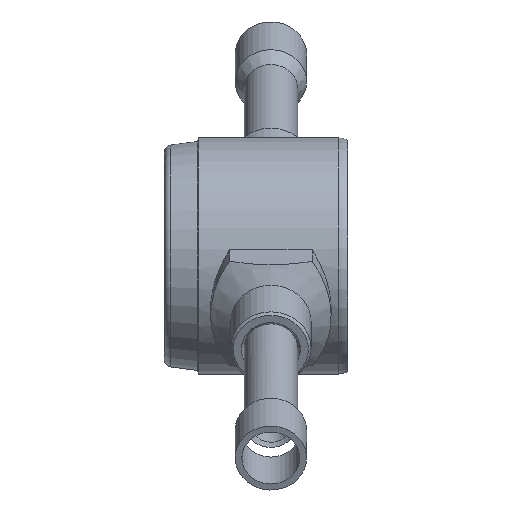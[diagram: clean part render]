
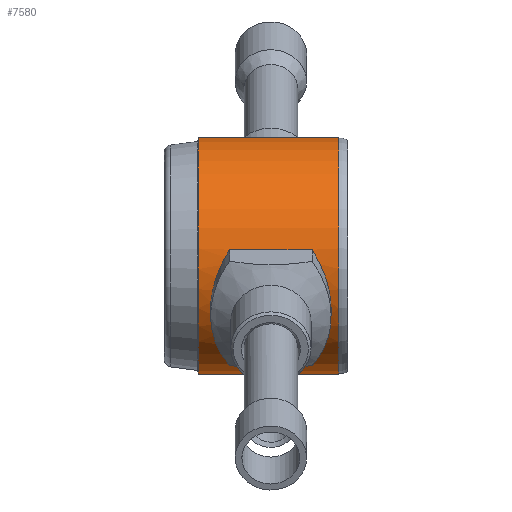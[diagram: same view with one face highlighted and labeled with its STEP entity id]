
A CAD part, left-side view. The second image highlights one B-rep face of the part: STEP entity #7580.
In plain terms, the highlighted cylindrical face has radius 13.25 mm (diameter 26.5 mm), a full revolution.
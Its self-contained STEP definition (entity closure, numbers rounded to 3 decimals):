
#46=FACE_BOUND('',#2370,.T.);
#47=FACE_BOUND('',#2371,.T.);
#189=CIRCLE('',#8060,13.25);
#190=CIRCLE('',#8061,13.25);
#211=CIRCLE('',#8089,13.25);
#212=CIRCLE('',#8090,13.25);
#283=CYLINDRICAL_SURFACE('',#8091,13.25);
#446=LINE('',#14856,#1119);
#447=LINE('',#14859,#1120);
#448=LINE('',#14876,#1121);
#449=LINE('',#14893,#1122);
#450=LINE('',#14910,#1123);
#1119=VECTOR('',#8844,13.25);
#1120=VECTOR('',#8845,1000.);
#1121=VECTOR('',#8846,1000.);
#1122=VECTOR('',#8847,1000.);
#1123=VECTOR('',#8848,1000.);
#1947=FACE_OUTER_BOUND('',#2369,.T.);
#2369=EDGE_LOOP('',(#5550,#5551,#5552,#5553,#5554,#5555));
#2370=EDGE_LOOP('',(#5556,#5557,#5558,#5559));
#2371=EDGE_LOOP('',(#5560,#5561,#5562,#5563));
#2811=B_SPLINE_CURVE_WITH_KNOTS('',3,(#14861,#14862,#14863,#14864,#14865,
#14866,#14867,#14868,#14869,#14870,#14871,#14872,#14873,#14874),
 .UNSPECIFIED.,.F.,.F.,(4,2,2,2,2,2,4),(-2.489,-2.233,
-2.013,-1.793,-1.574,-1.354,-1.098),
 .UNSPECIFIED.);
#2812=B_SPLINE_CURVE_WITH_KNOTS('',3,(#14877,#14878,#14879,#14880,#14881,
#14882,#14883,#14884,#14885,#14886,#14887,#14888,#14889,#14890),
 .UNSPECIFIED.,.F.,.F.,(4,2,2,2,2,2,4),(1.098,1.354,
1.574,1.793,2.013,2.233,2.489),
 .UNSPECIFIED.);
#2813=B_SPLINE_CURVE_WITH_KNOTS('',3,(#14895,#14896,#14897,#14898,#14899,
#14900,#14901,#14902,#14903,#14904,#14905,#14906,#14907,#14908),
 .UNSPECIFIED.,.F.,.F.,(4,2,2,2,2,2,4),(1.098,1.354,
1.574,1.793,2.013,2.233,2.489),
 .UNSPECIFIED.);
#2814=B_SPLINE_CURVE_WITH_KNOTS('',3,(#14911,#14912,#14913,#14914,#14915,
#14916,#14917,#14918,#14919,#14920,#14921,#14922,#14923,#14924),
 .UNSPECIFIED.,.F.,.F.,(4,2,2,2,2,2,4),(-2.489,-2.233,
-2.013,-1.793,-1.574,-1.354,-1.098),
 .UNSPECIFIED.);
#3237=VERTEX_POINT('',#14795);
#3238=VERTEX_POINT('',#14796);
#3258=VERTEX_POINT('',#14850);
#3259=VERTEX_POINT('',#14852);
#3260=VERTEX_POINT('',#14857);
#3261=VERTEX_POINT('',#14858);
#3262=VERTEX_POINT('',#14860);
#3263=VERTEX_POINT('',#14875);
#3264=VERTEX_POINT('',#14891);
#3265=VERTEX_POINT('',#14892);
#3266=VERTEX_POINT('',#14894);
#3267=VERTEX_POINT('',#14909);
#4097=EDGE_CURVE('',#3237,#3238,#189,.T.);
#4098=EDGE_CURVE('',#3238,#3237,#190,.T.);
#4125=EDGE_CURVE('',#3258,#3259,#211,.T.);
#4126=EDGE_CURVE('',#3259,#3258,#212,.T.);
#4127=EDGE_CURVE('',#3258,#3238,#446,.T.);
#4128=EDGE_CURVE('',#3260,#3261,#447,.T.);
#4129=EDGE_CURVE('',#3261,#3262,#2811,.T.);
#4130=EDGE_CURVE('',#3262,#3263,#448,.T.);
#4131=EDGE_CURVE('',#3263,#3260,#2812,.T.);
#4132=EDGE_CURVE('',#3264,#3265,#449,.T.);
#4133=EDGE_CURVE('',#3265,#3266,#2813,.T.);
#4134=EDGE_CURVE('',#3266,#3267,#450,.T.);
#4135=EDGE_CURVE('',#3267,#3264,#2814,.T.);
#5550=ORIENTED_EDGE('',*,*,#4126,.F.);
#5551=ORIENTED_EDGE('',*,*,#4125,.F.);
#5552=ORIENTED_EDGE('',*,*,#4127,.T.);
#5553=ORIENTED_EDGE('',*,*,#4098,.T.);
#5554=ORIENTED_EDGE('',*,*,#4097,.T.);
#5555=ORIENTED_EDGE('',*,*,#4127,.F.);
#5556=ORIENTED_EDGE('',*,*,#4128,.T.);
#5557=ORIENTED_EDGE('',*,*,#4129,.T.);
#5558=ORIENTED_EDGE('',*,*,#4130,.T.);
#5559=ORIENTED_EDGE('',*,*,#4131,.T.);
#5560=ORIENTED_EDGE('',*,*,#4132,.T.);
#5561=ORIENTED_EDGE('',*,*,#4133,.T.);
#5562=ORIENTED_EDGE('',*,*,#4134,.T.);
#5563=ORIENTED_EDGE('',*,*,#4135,.T.);
#7580=ADVANCED_FACE('',(#1947,#46,#47),#283,.T.);
#8060=AXIS2_PLACEMENT_3D('',#14797,#8774,#8775);
#8061=AXIS2_PLACEMENT_3D('',#14798,#8776,#8777);
#8089=AXIS2_PLACEMENT_3D('',#14853,#8838,#8839);
#8090=AXIS2_PLACEMENT_3D('',#14854,#8840,#8841);
#8091=AXIS2_PLACEMENT_3D('',#14855,#8842,#8843);
#8774=DIRECTION('center_axis',(0.,-1.,0.));
#8775=DIRECTION('ref_axis',(-0.444,0.,0.896));
#8776=DIRECTION('center_axis',(0.,-1.,0.));
#8777=DIRECTION('ref_axis',(-0.444,0.,0.896));
#8838=DIRECTION('center_axis',(0.,-1.,0.));
#8839=DIRECTION('ref_axis',(-0.444,0.,0.896));
#8840=DIRECTION('center_axis',(0.,-1.,0.));
#8841=DIRECTION('ref_axis',(-0.444,0.,0.896));
#8842=DIRECTION('center_axis',(0.,-1.,0.));
#8843=DIRECTION('ref_axis',(-0.444,0.,0.896));
#8844=DIRECTION('',(0.,1.,0.));
#8845=DIRECTION('',(0.,1.,0.));
#8846=DIRECTION('',(0.,-1.,0.));
#8847=DIRECTION('',(0.,1.,0.));
#8848=DIRECTION('',(0.,-1.,0.));
#14795=CARTESIAN_POINT('',(-5.878,7.419,11.875));
#14796=CARTESIAN_POINT('',(5.878,7.419,-11.875));
#14797=CARTESIAN_POINT('Origin',(0.,7.419,0.));
#14798=CARTESIAN_POINT('Origin',(0.,7.419,0.));
#14850=CARTESIAN_POINT('',(5.878,-8.31,-11.875));
#14852=CARTESIAN_POINT('',(-5.878,-8.31,11.875));
#14853=CARTESIAN_POINT('Origin',(0.,-8.31,0.));
#14854=CARTESIAN_POINT('Origin',(0.,-8.31,0.));
#14855=CARTESIAN_POINT('Origin',(0.,-0.71,0.));
#14856=CARTESIAN_POINT('',(5.878,-0.71,-11.875));
#14857=CARTESIAN_POINT('',(7.465,-5.334,10.947));
#14858=CARTESIAN_POINT('',(7.465,3.914,10.947));
#14859=CARTESIAN_POINT('',(7.465,-0.71,10.947));
#14860=CARTESIAN_POINT('',(13.231,3.914,-0.704));
#14861=CARTESIAN_POINT('Ctrl Pts',(7.465,3.914,10.947));
#14862=CARTESIAN_POINT('Ctrl Pts',(8.086,4.394,10.523));
#14863=CARTESIAN_POINT('Ctrl Pts',(8.715,4.819,10.015));
#14864=CARTESIAN_POINT('Ctrl Pts',(9.815,5.443,8.93));
#14865=CARTESIAN_POINT('Ctrl Pts',(10.296,5.667,8.372));
#14866=CARTESIAN_POINT('Ctrl Pts',(11.164,5.966,7.174));
#14867=CARTESIAN_POINT('Ctrl Pts',(11.55,6.04,6.534));
#14868=CARTESIAN_POINT('Ctrl Pts',(12.2,6.04,5.221));
#14869=CARTESIAN_POINT('Ctrl Pts',(12.475,5.966,4.526));
#14870=CARTESIAN_POINT('Ctrl Pts',(12.901,5.667,3.11));
#14871=CARTESIAN_POINT('Ctrl Pts',(13.052,5.443,2.388));
#14872=CARTESIAN_POINT('Ctrl Pts',(13.249,4.819,0.856));
#14873=CARTESIAN_POINT('Ctrl Pts',(13.271,4.394,0.048));
#14874=CARTESIAN_POINT('Ctrl Pts',(13.231,3.914,-0.704));
#14875=CARTESIAN_POINT('',(13.231,-5.334,-0.704));
#14876=CARTESIAN_POINT('',(13.231,-0.71,-0.704));
#14877=CARTESIAN_POINT('Ctrl Pts',(13.231,-5.334,-0.704));
#14878=CARTESIAN_POINT('Ctrl Pts',(13.271,-5.814,0.048));
#14879=CARTESIAN_POINT('Ctrl Pts',(13.249,-6.239,0.856));
#14880=CARTESIAN_POINT('Ctrl Pts',(13.052,-6.863,2.388));
#14881=CARTESIAN_POINT('Ctrl Pts',(12.901,-7.087,3.11));
#14882=CARTESIAN_POINT('Ctrl Pts',(12.475,-7.386,4.526));
#14883=CARTESIAN_POINT('Ctrl Pts',(12.2,-7.46,5.221));
#14884=CARTESIAN_POINT('Ctrl Pts',(11.55,-7.46,6.534));
#14885=CARTESIAN_POINT('Ctrl Pts',(11.164,-7.386,7.174));
#14886=CARTESIAN_POINT('Ctrl Pts',(10.296,-7.087,8.372));
#14887=CARTESIAN_POINT('Ctrl Pts',(9.815,-6.863,8.93));
#14888=CARTESIAN_POINT('Ctrl Pts',(8.715,-6.239,10.015));
#14889=CARTESIAN_POINT('Ctrl Pts',(8.086,-5.814,10.523));
#14890=CARTESIAN_POINT('Ctrl Pts',(7.465,-5.334,10.947));
#14891=CARTESIAN_POINT('',(-7.465,-5.334,-10.947));
#14892=CARTESIAN_POINT('',(-7.465,3.914,-10.947));
#14893=CARTESIAN_POINT('',(-7.465,-0.71,-10.947));
#14894=CARTESIAN_POINT('',(-13.231,3.914,0.704));
#14895=CARTESIAN_POINT('Ctrl Pts',(-7.465,3.914,-10.947));
#14896=CARTESIAN_POINT('Ctrl Pts',(-8.086,4.394,-10.523));
#14897=CARTESIAN_POINT('Ctrl Pts',(-8.715,4.819,-10.015));
#14898=CARTESIAN_POINT('Ctrl Pts',(-9.815,5.443,-8.93));
#14899=CARTESIAN_POINT('Ctrl Pts',(-10.296,5.667,-8.372));
#14900=CARTESIAN_POINT('Ctrl Pts',(-11.164,5.966,-7.174));
#14901=CARTESIAN_POINT('Ctrl Pts',(-11.55,6.04,-6.534));
#14902=CARTESIAN_POINT('Ctrl Pts',(-12.2,6.04,-5.221));
#14903=CARTESIAN_POINT('Ctrl Pts',(-12.475,5.966,-4.526));
#14904=CARTESIAN_POINT('Ctrl Pts',(-12.901,5.667,-3.11));
#14905=CARTESIAN_POINT('Ctrl Pts',(-13.052,5.443,-2.388));
#14906=CARTESIAN_POINT('Ctrl Pts',(-13.249,4.819,-0.856));
#14907=CARTESIAN_POINT('Ctrl Pts',(-13.271,4.394,-0.048));
#14908=CARTESIAN_POINT('Ctrl Pts',(-13.231,3.914,0.704));
#14909=CARTESIAN_POINT('',(-13.231,-5.334,0.704));
#14910=CARTESIAN_POINT('',(-13.231,-0.71,0.704));
#14911=CARTESIAN_POINT('Ctrl Pts',(-13.231,-5.334,
0.704));
#14912=CARTESIAN_POINT('Ctrl Pts',(-13.271,-5.814,
-0.048));
#14913=CARTESIAN_POINT('Ctrl Pts',(-13.249,-6.239,
-0.856));
#14914=CARTESIAN_POINT('Ctrl Pts',(-13.052,-6.863,
-2.388));
#14915=CARTESIAN_POINT('Ctrl Pts',(-12.901,-7.087,
-3.11));
#14916=CARTESIAN_POINT('Ctrl Pts',(-12.475,-7.386,
-4.526));
#14917=CARTESIAN_POINT('Ctrl Pts',(-12.2,-7.46,-5.221));
#14918=CARTESIAN_POINT('Ctrl Pts',(-11.55,-7.46,-6.534));
#14919=CARTESIAN_POINT('Ctrl Pts',(-11.164,-7.386,
-7.174));
#14920=CARTESIAN_POINT('Ctrl Pts',(-10.296,-7.087,
-8.372));
#14921=CARTESIAN_POINT('Ctrl Pts',(-9.815,-6.863,
-8.93));
#14922=CARTESIAN_POINT('Ctrl Pts',(-8.715,-6.239,-10.015));
#14923=CARTESIAN_POINT('Ctrl Pts',(-8.086,-5.814,
-10.523));
#14924=CARTESIAN_POINT('Ctrl Pts',(-7.465,-5.334,
-10.947));
